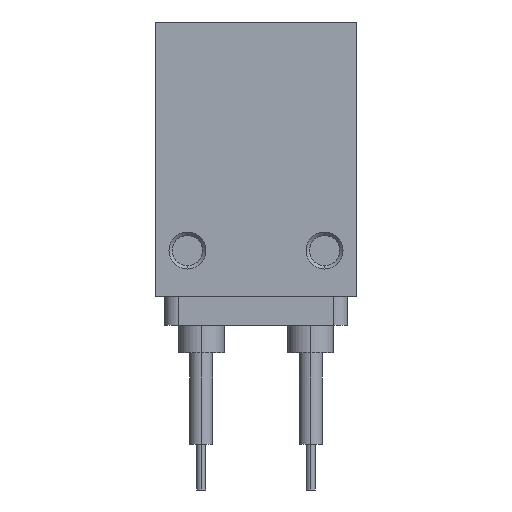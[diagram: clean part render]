
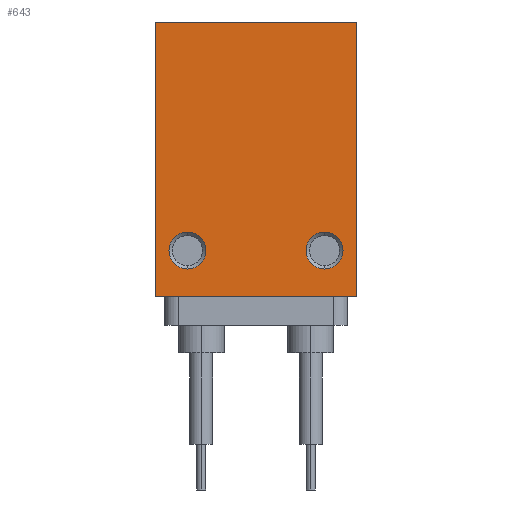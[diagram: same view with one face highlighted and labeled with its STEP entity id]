
A CAD part, front view. The second image highlights one B-rep face of the part: STEP entity #643.
In plain terms, the highlighted planar face has unit normal (0, -1, 0).
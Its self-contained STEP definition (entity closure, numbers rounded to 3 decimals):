
#99 = EDGE_CURVE ( 'NONE', #2281, #5545, #2900, .T. ) ;
#194 = CARTESIAN_POINT ( 'NONE',  ( 13.702, -10.628, 33.376 ) ) ;
#258 = AXIS2_PLACEMENT_3D ( 'NONE', #2505, #6077, #3009 ) ;
#473 = DIRECTION ( 'NONE',  ( 1., 0., 0. ) ) ;
#478 = PLANE ( 'NONE',  #5229 ) ;
#640 = ORIENTED_EDGE ( 'NONE', *, *, #5556, .T. ) ;
#643 = ADVANCED_FACE ( 'NONE', ( #1222, #2418, #3764 ), #478, .T. ) ;
#644 = VERTEX_POINT ( 'NONE', #5675 ) ;
#874 = DIRECTION ( 'NONE',  ( 0., 1., 0. ) ) ;
#919 = ORIENTED_EDGE ( 'NONE', *, *, #3909, .T. ) ;
#953 = DIRECTION ( 'NONE',  ( -1., 0., 0. ) ) ;
#990 = CARTESIAN_POINT ( 'NONE',  ( 13.702, -10.628, 3.376 ) ) ;
#1009 = DIRECTION ( 'NONE',  ( 0., -1., 0. ) ) ;
#1029 = AXIS2_PLACEMENT_3D ( 'NONE', #3947, #874, #4473 ) ;
#1040 = ORIENTED_EDGE ( 'NONE', *, *, #3848, .T. ) ;
#1062 = DIRECTION ( 'NONE',  ( 1., 0., 0. ) ) ;
#1222 = FACE_OUTER_BOUND ( 'NONE', #3757, .T. ) ;
#1273 = LINE ( 'NONE', #2033, #6566 ) ;
#1380 = VECTOR ( 'NONE', #3173, 1000. ) ;
#1884 = EDGE_CURVE ( 'NONE', #2281, #6152, #1273, .T. ) ;
#1951 = DIRECTION ( 'NONE',  ( 0., 1., 0. ) ) ;
#2033 = CARTESIAN_POINT ( 'NONE',  ( 13.702, -10.628, 3.376 ) ) ;
#2218 = ORIENTED_EDGE ( 'NONE', *, *, #5224, .T. ) ;
#2281 = VERTEX_POINT ( 'NONE', #6639 ) ;
#2418 = FACE_BOUND ( 'NONE', #2946, .T. ) ;
#2505 = CARTESIAN_POINT ( 'NONE',  ( -4.798, -10.628, 8.376 ) ) ;
#2568 = CIRCLE ( 'NONE', #4864, 2.025 ) ;
#2758 = ORIENTED_EDGE ( 'NONE', *, *, #4260, .T. ) ;
#2780 = CARTESIAN_POINT ( 'NONE',  ( 13.702, -10.628, 3.376 ) ) ;
#2884 = CARTESIAN_POINT ( 'NONE',  ( 10.202, -10.628, 8.376 ) ) ;
#2900 = LINE ( 'NONE', #3090, #1380 ) ;
#2946 = EDGE_LOOP ( 'NONE', ( #2218, #640 ) ) ;
#3009 = DIRECTION ( 'NONE',  ( 0., 0., -1. ) ) ;
#3090 = CARTESIAN_POINT ( 'NONE',  ( -8.298, -10.628, 3.376 ) ) ;
#3173 = DIRECTION ( 'NONE',  ( 0., 0., 1. ) ) ;
#3381 = DIRECTION ( 'NONE',  ( 0., 0., -1. ) ) ;
#3384 = EDGE_LOOP ( 'NONE', ( #919, #1040 ) ) ;
#3545 = CARTESIAN_POINT ( 'NONE',  ( 13.702, -10.628, 3.376 ) ) ;
#3617 = CARTESIAN_POINT ( 'NONE',  ( -4.798, -10.628, 10.401 ) ) ;
#3757 = EDGE_LOOP ( 'NONE', ( #4359, #2758, #4894, #4771 ) ) ;
#3764 = FACE_BOUND ( 'NONE', #3384, .T. ) ;
#3772 = CARTESIAN_POINT ( 'NONE',  ( 10.202, -10.628, 10.401 ) ) ;
#3848 = EDGE_CURVE ( 'NONE', #4329, #644, #2568, .T. ) ;
#3909 = EDGE_CURVE ( 'NONE', #644, #4329, #6166, .T. ) ;
#3947 = CARTESIAN_POINT ( 'NONE',  ( 10.202, -10.628, 8.376 ) ) ;
#3975 = CARTESIAN_POINT ( 'NONE',  ( 10.202, -10.628, 6.351 ) ) ;
#4260 = EDGE_CURVE ( 'NONE', #6152, #5077, #4477, .T. ) ;
#4310 = VECTOR ( 'NONE', #4575, 1000. ) ;
#4329 = VERTEX_POINT ( 'NONE', #3617 ) ;
#4359 = ORIENTED_EDGE ( 'NONE', *, *, #1884, .T. ) ;
#4473 = DIRECTION ( 'NONE',  ( 0., 0., -1. ) ) ;
#4477 = LINE ( 'NONE', #3545, #4310 ) ;
#4575 = DIRECTION ( 'NONE',  ( 0., 0., 1. ) ) ;
#4771 = ORIENTED_EDGE ( 'NONE', *, *, #99, .F. ) ;
#4775 = VECTOR ( 'NONE', #953, 1000. ) ;
#4864 = AXIS2_PLACEMENT_3D ( 'NONE', #4982, #1951, #5504 ) ;
#4894 = ORIENTED_EDGE ( 'NONE', *, *, #5750, .T. ) ;
#4921 = LINE ( 'NONE', #5561, #4775 ) ;
#4982 = CARTESIAN_POINT ( 'NONE',  ( -4.798, -10.628, 8.376 ) ) ;
#5077 = VERTEX_POINT ( 'NONE', #194 ) ;
#5224 = EDGE_CURVE ( 'NONE', #6627, #5449, #5826, .T. ) ;
#5229 = AXIS2_PLACEMENT_3D ( 'NONE', #990, #1009, #1062 ) ;
#5409 = CIRCLE ( 'NONE', #6400, 2.025 ) ;
#5449 = VERTEX_POINT ( 'NONE', #3772 ) ;
#5504 = DIRECTION ( 'NONE',  ( 0., 0., -1. ) ) ;
#5545 = VERTEX_POINT ( 'NONE', #5931 ) ;
#5556 = EDGE_CURVE ( 'NONE', #5449, #6627, #5409, .T. ) ;
#5561 = CARTESIAN_POINT ( 'NONE',  ( 13.702, -10.628, 33.376 ) ) ;
#5675 = CARTESIAN_POINT ( 'NONE',  ( -4.798, -10.628, 6.351 ) ) ;
#5750 = EDGE_CURVE ( 'NONE', #5077, #5545, #4921, .T. ) ;
#5826 = CIRCLE ( 'NONE', #1029, 2.025 ) ;
#5931 = CARTESIAN_POINT ( 'NONE',  ( -8.298, -10.628, 33.376 ) ) ;
#6077 = DIRECTION ( 'NONE',  ( 0., 1., 0. ) ) ;
#6152 = VERTEX_POINT ( 'NONE', #2780 ) ;
#6166 = CIRCLE ( 'NONE', #258, 2.025 ) ;
#6400 = AXIS2_PLACEMENT_3D ( 'NONE', #2884, #6470, #3381 ) ;
#6470 = DIRECTION ( 'NONE',  ( 0., 1., 0. ) ) ;
#6566 = VECTOR ( 'NONE', #473, 1000. ) ;
#6627 = VERTEX_POINT ( 'NONE', #3975 ) ;
#6639 = CARTESIAN_POINT ( 'NONE',  ( -8.298, -10.628, 3.376 ) ) ;
